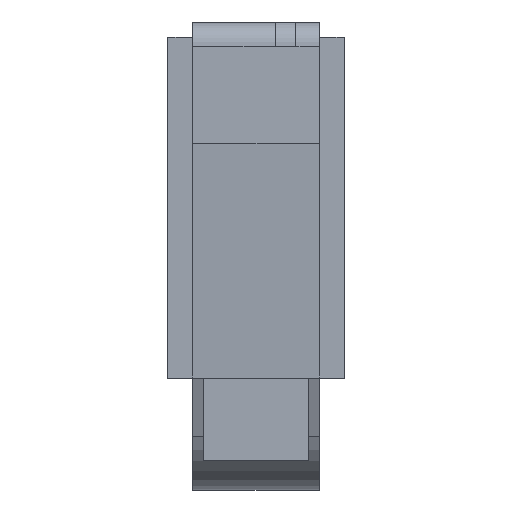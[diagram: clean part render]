
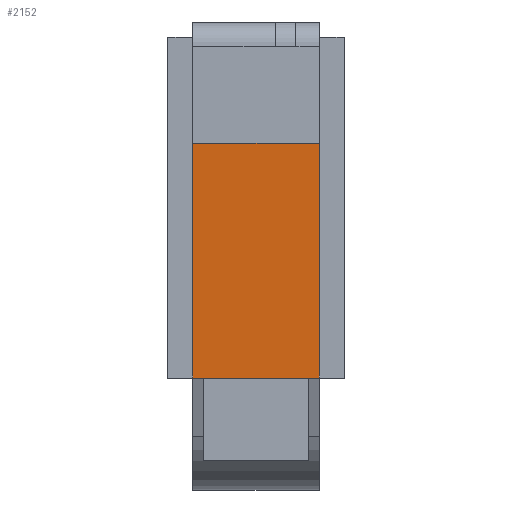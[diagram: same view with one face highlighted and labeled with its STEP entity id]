
A CAD part, left-side view. The second image highlights one B-rep face of the part: STEP entity #2152.
In plain terms, the highlighted planar face has unit normal (-0.998, 0, -0.06).
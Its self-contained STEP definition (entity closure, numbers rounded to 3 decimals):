
#681=CARTESIAN_POINT('',(-131.7,-6.75,0.7));
#682=VERTEX_POINT('',#681);
#689=CARTESIAN_POINT('',(-131.7,-5.6,0.7));
#690=VERTEX_POINT('',#689);
#691=CARTESIAN_POINT('',(-131.7,-6.75,0.7));
#692=DIRECTION('',(0.0,1.0,0.0));
#693=VECTOR('',#692,1.15);
#694=LINE('',#691,#693);
#695=EDGE_CURVE('',#682,#690,#694,.T.);
#713=CARTESIAN_POINT('',(-131.7,5.6,0.7));
#714=VERTEX_POINT('',#713);
#721=CARTESIAN_POINT('',(-131.7,6.75,0.7));
#722=VERTEX_POINT('',#721);
#723=CARTESIAN_POINT('',(-131.7,5.6,0.7));
#724=DIRECTION('',(0.0,1.0,0.0));
#725=VECTOR('',#724,1.15);
#726=LINE('',#723,#725);
#727=EDGE_CURVE('',#714,#722,#726,.T.);
#1742=CARTESIAN_POINT('',(-131.7,-5.6,0.7));
#1743=DIRECTION('',(0.0,1.0,0.0));
#1744=VECTOR('',#1743,11.2);
#1745=LINE('',#1742,#1744);
#1746=EDGE_CURVE('',#690,#714,#1745,.T.);
#2034=CARTESIAN_POINT('',(-133.2,-6.75,25.7));
#2035=VERTEX_POINT('',#2034);
#2042=CARTESIAN_POINT('',(-131.7,-6.75,0.7));
#2043=DIRECTION('',(-0.06,0.0,0.998));
#2044=VECTOR('',#2043,25.045);
#2045=LINE('',#2042,#2044);
#2046=EDGE_CURVE('',#682,#2035,#2045,.T.);
#2113=CARTESIAN_POINT('',(-133.2,6.75,25.7));
#2114=VERTEX_POINT('',#2113);
#2121=CARTESIAN_POINT('',(-133.2,-6.75,25.7));
#2122=DIRECTION('',(0.0,1.0,0.0));
#2123=VECTOR('',#2122,13.5);
#2124=LINE('',#2121,#2123);
#2125=EDGE_CURVE('',#2035,#2114,#2124,.T.);
#2134=CARTESIAN_POINT('',(-133.2,0.0,25.7));
#2135=DIRECTION('',(-0.998,0.0,-0.06));
#2136=DIRECTION('',(-0.06,0.0,0.998));
#2137=AXIS2_PLACEMENT_3D('',#2134,#2135,#2136);
#2138=PLANE('',#2137);
#2139=CARTESIAN_POINT('',(-133.2,6.75,25.7));
#2140=DIRECTION('',(0.06,0.0,-0.998));
#2141=VECTOR('',#2140,25.045);
#2142=LINE('',#2139,#2141);
#2143=EDGE_CURVE('',#2114,#722,#2142,.T.);
#2144=ORIENTED_EDGE('',*,*,#2143,.T.);
#2145=ORIENTED_EDGE('',*,*,#727,.F.);
#2146=ORIENTED_EDGE('',*,*,#1746,.F.);
#2147=ORIENTED_EDGE('',*,*,#695,.F.);
#2148=ORIENTED_EDGE('',*,*,#2046,.T.);
#2149=ORIENTED_EDGE('',*,*,#2125,.T.);
#2150=EDGE_LOOP('',(#2144,#2145,#2146,#2147,#2148,#2149));
#2151=FACE_OUTER_BOUND('',#2150,.T.);
#2152=ADVANCED_FACE('',(#2151),#2138,.T.);
